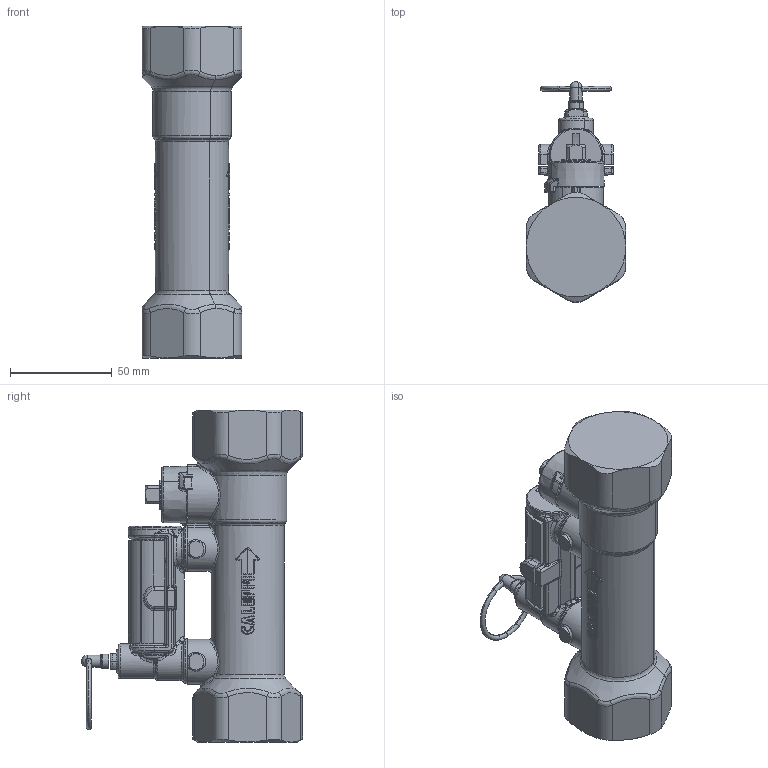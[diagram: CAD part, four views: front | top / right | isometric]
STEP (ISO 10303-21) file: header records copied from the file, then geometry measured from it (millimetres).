
FILE_DESCRIPTION(('CATIA V5 STEP Exchange','CAx-IF Rec.Pracs.--- Model Styling and Organization---1.5--- 2016-08-15','CAx-IF Rec.Pracs.---Supplemental Geometry---1.0---2011-11-01','CAx-IF Rec.Pracs.--- Composite Materials ---3.4---2017-06-13','CAx-IF Rec.Pracs.---Tessellated 3D Geometry---1.0---2015-12-17'),'2;1');
FILE_NAME('STEP_132702_-_TST.stp','2024-05-13T16:47:20+00:00',('none'),('none'),'CATIA Version 5-6 Release 2020 SP5','CATIA V5 STEP AP242 v2','none');
FILE_SCHEMA(('AP242_MANAGED_MODEL_BASED_3D_ENGINEERING_MIM_LF {1 0 10303 442 1 1 4}'));
Products named in the file (1): 132702 - TST
Bounding box: 49 x 108.84 x 163.5 mm (x, y, z)
Volume: 298193.1 mm3; surface area: 41995.8 mm2
Topology: 3 solids, 3 shells, 1570 faces, 3721 edges, 2003 vertices
Faces by surface type: cylinder 483, bspline 468, plane 229, torus 181, sphere 150, cone 59
Entity records: 68938 total; most frequent: CARTESIAN_POINT 40205, ORIENTED_EDGE 7090, DIRECTION 3611, EDGE_CURVE 3545, VERTEX_POINT 2003, AXIS2_PLACEMENT_3D 1874, B_SPLINE_CURVE_WITH_KNOTS 1652, EDGE_LOOP 1598
